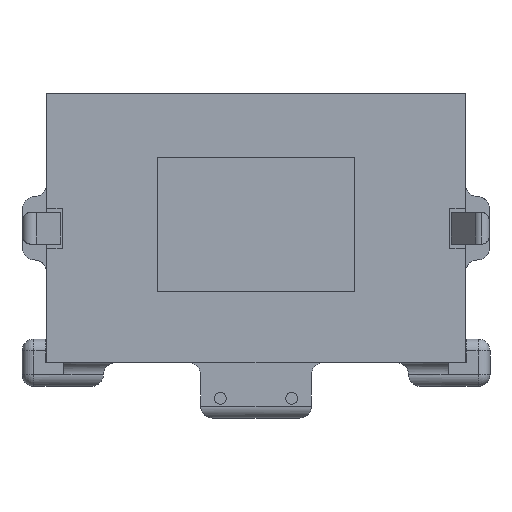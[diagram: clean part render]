
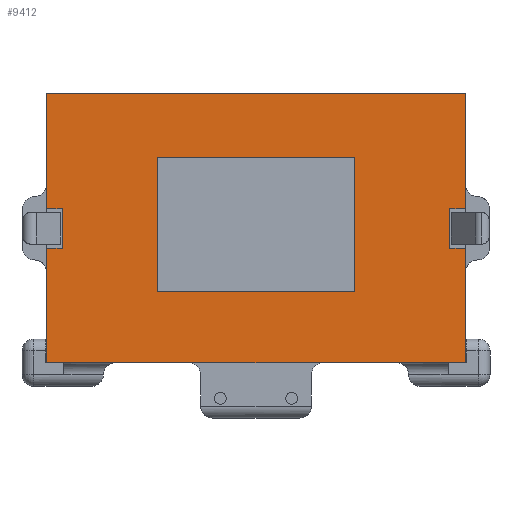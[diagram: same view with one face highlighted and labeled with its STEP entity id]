
A CAD part, front view. The second image highlights one B-rep face of the part: STEP entity #9412.
In plain terms, the highlighted planar face has unit normal (0, -1, 0).
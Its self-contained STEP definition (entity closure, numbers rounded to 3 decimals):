
#64 = DIRECTION ( 'NONE',  ( 0., 0., -1. ) ) ;
#399 = CARTESIAN_POINT ( 'NONE',  ( -12., 0., -32. ) ) ;
#665 = EDGE_CURVE ( 'NONE', #12834, #20955, #2341, .T. ) ;
#730 = VERTEX_POINT ( 'NONE', #20560 ) ;
#921 = LINE ( 'NONE', #20057, #15123 ) ;
#934 = VERTEX_POINT ( 'NONE', #21013 ) ;
#1476 = ORIENTED_EDGE ( 'NONE', *, *, #21026, .T. ) ;
#1496 = CARTESIAN_POINT ( 'NONE',  ( 41., 0., -17.5 ) ) ;
#1622 = ORIENTED_EDGE ( 'NONE', *, *, #13522, .T. ) ;
#2095 = VERTEX_POINT ( 'NONE', #7151 ) ;
#2212 = VERTEX_POINT ( 'NONE', #18054 ) ;
#2341 = LINE ( 'NONE', #5940, #9487 ) ;
#2452 = VECTOR ( 'NONE', #19415, 1000. ) ;
#2622 = VECTOR ( 'NONE', #14162, 1000. ) ;
#2870 = DIRECTION ( 'NONE',  ( 0., 0., 1. ) ) ;
#3096 = CARTESIAN_POINT ( 'NONE',  ( 2., 0., -6. ) ) ;
#3106 = LINE ( 'NONE', #12126, #16557 ) ;
#3360 = ORIENTED_EDGE ( 'NONE', *, *, #3885, .F. ) ;
#3467 = VERTEX_POINT ( 'NONE', #11854 ) ;
#3474 = DIRECTION ( 'NONE',  ( 0., 0., 1. ) ) ;
#3515 = EDGE_CURVE ( 'NONE', #3467, #12834, #16146, .T. ) ;
#3579 = EDGE_CURVE ( 'NONE', #14709, #3467, #12410, .T. ) ;
#3726 = CARTESIAN_POINT ( 'NONE',  ( 39., 0., -12.5 ) ) ;
#3885 = EDGE_CURVE ( 'NONE', #730, #20955, #921, .T. ) ;
#4009 = CARTESIAN_POINT ( 'NONE',  ( -12., 0., -12.5 ) ) ;
#4145 = DIRECTION ( 'NONE',  ( 0., 0., -1. ) ) ;
#4507 = ORIENTED_EDGE ( 'NONE', *, *, #18465, .T. ) ;
#4521 = ORIENTED_EDGE ( 'NONE', *, *, #18497, .T. ) ;
#4745 = ORIENTED_EDGE ( 'NONE', *, *, #21541, .T. ) ;
#4802 = CARTESIAN_POINT ( 'NONE',  ( -12., 0., -32. ) ) ;
#4830 = LINE ( 'NONE', #15717, #7492 ) ;
#5416 = CARTESIAN_POINT ( 'NONE',  ( 2., 0., -23. ) ) ;
#5456 = EDGE_LOOP ( 'NONE', ( #8064, #3360, #4521, #15301, #14932, #1622, #4507, #5905, #18659, #1476, #11336, #5799 ) ) ;
#5780 = VECTOR ( 'NONE', #18850, 1000. ) ;
#5799 = ORIENTED_EDGE ( 'NONE', *, *, #3515, .T. ) ;
#5801 = ORIENTED_EDGE ( 'NONE', *, *, #12613, .T. ) ;
#5905 = ORIENTED_EDGE ( 'NONE', *, *, #11650, .F. ) ;
#5940 = CARTESIAN_POINT ( 'NONE',  ( 41., 0., -32. ) ) ;
#6274 = CARTESIAN_POINT ( 'NONE',  ( 27., 0., -6. ) ) ;
#6366 = DIRECTION ( 'NONE',  ( 1., 0., 0. ) ) ;
#6600 = VECTOR ( 'NONE', #64, 1000. ) ;
#6894 = CARTESIAN_POINT ( 'NONE',  ( 2., 0., -23. ) ) ;
#6985 = LINE ( 'NONE', #3726, #2622 ) ;
#7151 = CARTESIAN_POINT ( 'NONE',  ( 27., 0., -23. ) ) ;
#7215 = VECTOR ( 'NONE', #3474, 1000. ) ;
#7492 = VECTOR ( 'NONE', #22460, 1000. ) ;
#7776 = DIRECTION ( 'NONE',  ( 0., 0., 1. ) ) ;
#7855 = FACE_BOUND ( 'NONE', #17855, .T. ) ;
#7927 = CARTESIAN_POINT ( 'NONE',  ( -10., 0., -12.5 ) ) ;
#8064 = ORIENTED_EDGE ( 'NONE', *, *, #665, .T. ) ;
#8218 = VERTEX_POINT ( 'NONE', #22688 ) ;
#8317 = LINE ( 'NONE', #11672, #21900 ) ;
#8399 = VECTOR ( 'NONE', #9002, 1000. ) ;
#8734 = VECTOR ( 'NONE', #15466, 1000. ) ;
#8820 = VECTOR ( 'NONE', #8954, 1000. ) ;
#8821 = EDGE_CURVE ( 'NONE', #12805, #8218, #6985, .T. ) ;
#8954 = DIRECTION ( 'NONE',  ( 1., 0., 0. ) ) ;
#8978 = VERTEX_POINT ( 'NONE', #6274 ) ;
#9002 = DIRECTION ( 'NONE',  ( -1., 0., 0. ) ) ;
#9089 = EDGE_CURVE ( 'NONE', #934, #11005, #9517, .T. ) ;
#9412 = ADVANCED_FACE ( 'NONE', ( #7855, #22253 ), #11203, .T. ) ;
#9487 = VECTOR ( 'NONE', #14286, 1000. ) ;
#9517 = LINE ( 'NONE', #16605, #14791 ) ;
#9521 = VERTEX_POINT ( 'NONE', #3096 ) ;
#10420 = LINE ( 'NONE', #14012, #15684 ) ;
#11005 = VERTEX_POINT ( 'NONE', #7927 ) ;
#11066 = LINE ( 'NONE', #20022, #7215 ) ;
#11126 = ORIENTED_EDGE ( 'NONE', *, *, #18700, .T. ) ;
#11203 = PLANE ( 'NONE',  #14066 ) ;
#11336 = ORIENTED_EDGE ( 'NONE', *, *, #3579, .T. ) ;
#11650 = EDGE_CURVE ( 'NONE', #11005, #21105, #8317, .T. ) ;
#11672 = CARTESIAN_POINT ( 'NONE',  ( -10., 0., -12.5 ) ) ;
#11854 = CARTESIAN_POINT ( 'NONE',  ( -12., 0., -32. ) ) ;
#12126 = CARTESIAN_POINT ( 'NONE',  ( -10., 0., -17.5 ) ) ;
#12410 = LINE ( 'NONE', #399, #6600 ) ;
#12613 = EDGE_CURVE ( 'NONE', #9521, #8978, #4830, .T. ) ;
#12805 = VERTEX_POINT ( 'NONE', #17591 ) ;
#12834 = VERTEX_POINT ( 'NONE', #15948 ) ;
#13356 = CARTESIAN_POINT ( 'NONE',  ( 41., 0., 2. ) ) ;
#13522 = EDGE_CURVE ( 'NONE', #14713, #2212, #10420, .T. ) ;
#13538 = DIRECTION ( 'NONE',  ( -1., 0., 0. ) ) ;
#14012 = CARTESIAN_POINT ( 'NONE',  ( -12., 0., 2. ) ) ;
#14066 = AXIS2_PLACEMENT_3D ( 'NONE', #18301, #14928, #4145 ) ;
#14162 = DIRECTION ( 'NONE',  ( 1., 0., 0. ) ) ;
#14286 = DIRECTION ( 'NONE',  ( 0., 0., 1. ) ) ;
#14709 = VERTEX_POINT ( 'NONE', #15958 ) ;
#14713 = VERTEX_POINT ( 'NONE', #13356 ) ;
#14791 = VECTOR ( 'NONE', #7776, 1000. ) ;
#14928 = DIRECTION ( 'NONE',  ( 0., -1., 0. ) ) ;
#14932 = ORIENTED_EDGE ( 'NONE', *, *, #16818, .T. ) ;
#15123 = VECTOR ( 'NONE', #6366, 1000. ) ;
#15244 = LINE ( 'NONE', #20468, #8734 ) ;
#15301 = ORIENTED_EDGE ( 'NONE', *, *, #8821, .T. ) ;
#15466 = DIRECTION ( 'NONE',  ( 0., 0., 1. ) ) ;
#15684 = VECTOR ( 'NONE', #17513, 1000. ) ;
#15717 = CARTESIAN_POINT ( 'NONE',  ( 2., 0., -6. ) ) ;
#15948 = CARTESIAN_POINT ( 'NONE',  ( 41., 0., -32. ) ) ;
#15958 = CARTESIAN_POINT ( 'NONE',  ( -12., 0., -17.5 ) ) ;
#16146 = LINE ( 'NONE', #18003, #8820 ) ;
#16557 = VECTOR ( 'NONE', #19120, 1000. ) ;
#16605 = CARTESIAN_POINT ( 'NONE',  ( -10., 0., -17.5 ) ) ;
#16818 = EDGE_CURVE ( 'NONE', #8218, #14713, #11066, .T. ) ;
#17513 = DIRECTION ( 'NONE',  ( -1., 0., 0. ) ) ;
#17591 = CARTESIAN_POINT ( 'NONE',  ( 39., 0., -12.5 ) ) ;
#17855 = EDGE_LOOP ( 'NONE', ( #22552, #4745, #5801, #11126 ) ) ;
#17940 = LINE ( 'NONE', #5416, #8399 ) ;
#18003 = CARTESIAN_POINT ( 'NONE',  ( -12., 0., -32. ) ) ;
#18054 = CARTESIAN_POINT ( 'NONE',  ( -12., 0., 2. ) ) ;
#18301 = CARTESIAN_POINT ( 'NONE',  ( 0., 0., 0. ) ) ;
#18465 = EDGE_CURVE ( 'NONE', #2212, #21105, #18728, .T. ) ;
#18497 = EDGE_CURVE ( 'NONE', #730, #12805, #15244, .T. ) ;
#18659 = ORIENTED_EDGE ( 'NONE', *, *, #9089, .F. ) ;
#18700 = EDGE_CURVE ( 'NONE', #8978, #2095, #21373, .T. ) ;
#18728 = LINE ( 'NONE', #4802, #5780 ) ;
#18850 = DIRECTION ( 'NONE',  ( 0., 0., -1. ) ) ;
#19120 = DIRECTION ( 'NONE',  ( -1., 0., 0. ) ) ;
#19415 = DIRECTION ( 'NONE',  ( 0., 0., -1. ) ) ;
#19509 = LINE ( 'NONE', #20853, #20272 ) ;
#19725 = VERTEX_POINT ( 'NONE', #6894 ) ;
#20022 = CARTESIAN_POINT ( 'NONE',  ( 41., 0., -32. ) ) ;
#20057 = CARTESIAN_POINT ( 'NONE',  ( 39., 0., -17.5 ) ) ;
#20272 = VECTOR ( 'NONE', #2870, 1000. ) ;
#20468 = CARTESIAN_POINT ( 'NONE',  ( 39., 0., -17.5 ) ) ;
#20560 = CARTESIAN_POINT ( 'NONE',  ( 39., 0., -17.5 ) ) ;
#20853 = CARTESIAN_POINT ( 'NONE',  ( 2., 0., -23. ) ) ;
#20955 = VERTEX_POINT ( 'NONE', #1496 ) ;
#21013 = CARTESIAN_POINT ( 'NONE',  ( -10., 0., -17.5 ) ) ;
#21026 = EDGE_CURVE ( 'NONE', #934, #14709, #3106, .T. ) ;
#21105 = VERTEX_POINT ( 'NONE', #4009 ) ;
#21121 = EDGE_CURVE ( 'NONE', #2095, #19725, #17940, .T. ) ;
#21373 = LINE ( 'NONE', #22896, #2452 ) ;
#21541 = EDGE_CURVE ( 'NONE', #19725, #9521, #19509, .T. ) ;
#21900 = VECTOR ( 'NONE', #13538, 1000. ) ;
#22253 = FACE_OUTER_BOUND ( 'NONE', #5456, .T. ) ;
#22460 = DIRECTION ( 'NONE',  ( 1., 0., 0. ) ) ;
#22552 = ORIENTED_EDGE ( 'NONE', *, *, #21121, .T. ) ;
#22688 = CARTESIAN_POINT ( 'NONE',  ( 41., 0., -12.5 ) ) ;
#22896 = CARTESIAN_POINT ( 'NONE',  ( 27., 0., -23. ) ) ;
